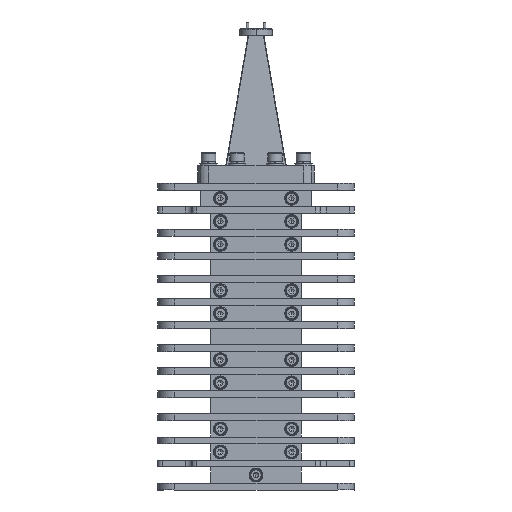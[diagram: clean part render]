
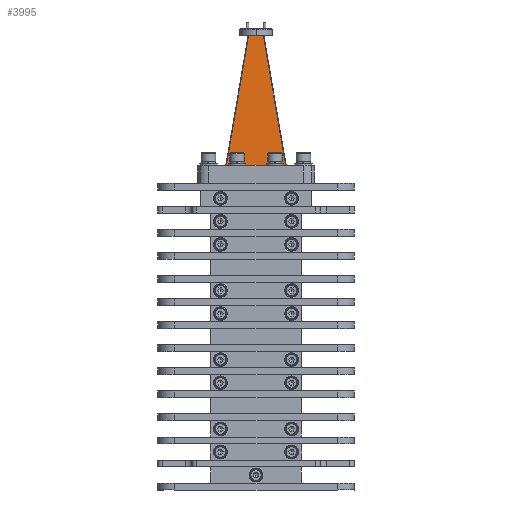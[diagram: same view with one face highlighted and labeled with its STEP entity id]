
A CAD part, left-side view. The second image highlights one B-rep face of the part: STEP entity #3995.
In plain terms, the highlighted planar face has unit normal (-0.997, 0, 0.077).
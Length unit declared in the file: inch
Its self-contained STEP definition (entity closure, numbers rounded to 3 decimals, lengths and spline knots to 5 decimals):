
#2116 = DIRECTION ( 'NONE',  ( 0., -1., 0. ) ) ;
#2419 = PLANE ( 'NONE',  #42148 ) ;
#2812 = CARTESIAN_POINT ( 'NONE',  ( -0.20007, -0.00884, 3.38331 ) ) ;
#3995 = ADVANCED_FACE ( 'NONE', ( #54523 ), #2419, .F. ) ;
#5987 = CARTESIAN_POINT ( 'NONE',  ( -0.20007, -0.00884, 3.38331 ) ) ;
#6186 = CARTESIAN_POINT ( 'NONE',  ( -0.43126, 0.84464, 0.3937 ) ) ;
#7220 = CARTESIAN_POINT ( 'NONE',  ( -0.20007, 0.21589, 3.38331 ) ) ;
#7462 = CARTESIAN_POINT ( 'NONE',  ( -0.43126, 0.38802, 0.3937 ) ) ;
#7917 = EDGE_CURVE ( 'NONE', #53935, #47266, #25848, .T. ) ;
#9574 = ORIENTED_EDGE ( 'NONE', *, *, #19708, .F. ) ;
#16415 = ORIENTED_EDGE ( 'NONE', *, *, #28689, .F. ) ;
#16534 = ORIENTED_EDGE ( 'NONE', *, *, #22487, .F. ) ;
#16884 = CARTESIAN_POINT ( 'NONE',  ( -0.43126, -0.52522, 0.3937 ) ) ;
#17690 = B_SPLINE_CURVE_WITH_KNOTS ( 'NONE', 3,
 ( #49886, #7220, #44878, #2812 ),
 .UNSPECIFIED., .F., .F.,
 ( 4, 4 ),
 ( 0., 1. ),
 .UNSPECIFIED. ) ;
#19708 = EDGE_CURVE ( 'NONE', #47266, #32817, #21849, .T. ) ;
#21849 = B_SPLINE_CURVE_WITH_KNOTS ( 'NONE', 3,
 ( #16884, #60773, #7462, #54838 ),
 .UNSPECIFIED., .F., .F.,
 ( 4, 4 ),
 ( 0., 1. ),
 .UNSPECIFIED. ) ;
#22344 = ORIENTED_EDGE ( 'NONE', *, *, #7917, .F. ) ;
#22487 = EDGE_CURVE ( 'NONE', #55073, #53935, #17690, .T. ) ;
#25848 = B_SPLINE_CURVE_WITH_KNOTS ( 'NONE', 3,
 ( #5987, #35463, #53976, #58681 ),
 .UNSPECIFIED., .F., .F.,
 ( 4, 4 ),
 ( 0., 1. ),
 .UNSPECIFIED. ) ;
#28689 = EDGE_CURVE ( 'NONE', #32817, #55073, #58066, .T. ) ;
#30293 = CARTESIAN_POINT ( 'NONE',  ( -0.43126, 0.84464, 0.3937 ) ) ;
#31894 = CARTESIAN_POINT ( 'NONE',  ( -0.35419, 0.67252, 1.39024 ) ) ;
#32522 = CARTESIAN_POINT ( 'NONE',  ( -0.20007, 0.32826, 3.38331 ) ) ;
#32817 = VERTEX_POINT ( 'NONE', #30293 ) ;
#33926 = CARTESIAN_POINT ( 'NONE',  ( -0.43126, -0.52522, 0.3937 ) ) ;
#35463 = CARTESIAN_POINT ( 'NONE',  ( -0.27713, -0.18096, 2.38677 ) ) ;
#37351 = CARTESIAN_POINT ( 'NONE',  ( -0.20007, 0.32826, 3.38331 ) ) ;
#42148 = AXIS2_PLACEMENT_3D ( 'NONE', #50104, #45101, #2116 ) ;
#44878 = CARTESIAN_POINT ( 'NONE',  ( -0.20007, 0.10353, 3.38331 ) ) ;
#44967 = EDGE_LOOP ( 'NONE', ( #9574, #22344, #16534, #16415 ) ) ;
#45101 = DIRECTION ( 'NONE',  ( 0.997, 0., -0.077 ) ) ;
#47266 = VERTEX_POINT ( 'NONE', #33926 ) ;
#49886 = CARTESIAN_POINT ( 'NONE',  ( -0.20007, 0.32826, 3.38331 ) ) ;
#49890 = CARTESIAN_POINT ( 'NONE',  ( -0.20007, -0.00884, 3.38331 ) ) ;
#50104 = CARTESIAN_POINT ( 'NONE',  ( -0.4617, -0.60505, 0. ) ) ;
#50667 = CARTESIAN_POINT ( 'NONE',  ( -0.27713, 0.50039, 2.38677 ) ) ;
#53935 = VERTEX_POINT ( 'NONE', #49890 ) ;
#53976 = CARTESIAN_POINT ( 'NONE',  ( -0.35419, -0.35309, 1.39024 ) ) ;
#54523 = FACE_OUTER_BOUND ( 'NONE', #44967, .T. ) ;
#54838 = CARTESIAN_POINT ( 'NONE',  ( -0.43126, 0.84464, 0.3937 ) ) ;
#55073 = VERTEX_POINT ( 'NONE', #37351 ) ;
#58066 = B_SPLINE_CURVE_WITH_KNOTS ( 'NONE', 3,
 ( #6186, #31894, #50667, #32522 ),
 .UNSPECIFIED., .F., .F.,
 ( 4, 4 ),
 ( 0., 1. ),
 .UNSPECIFIED. ) ;
#58681 = CARTESIAN_POINT ( 'NONE',  ( -0.43126, -0.52522, 0.3937 ) ) ;
#60773 = CARTESIAN_POINT ( 'NONE',  ( -0.43126, -0.0686, 0.3937 ) ) ;
